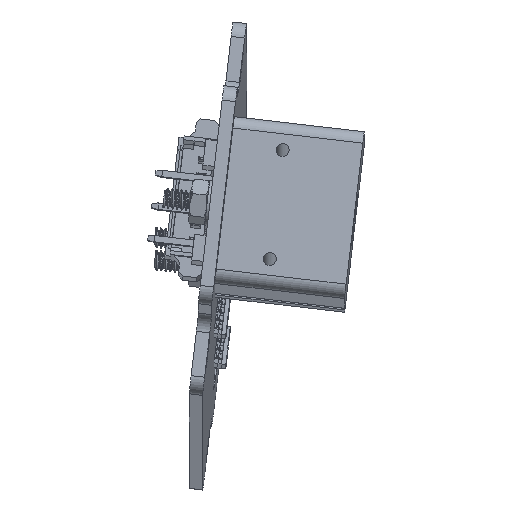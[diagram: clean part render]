
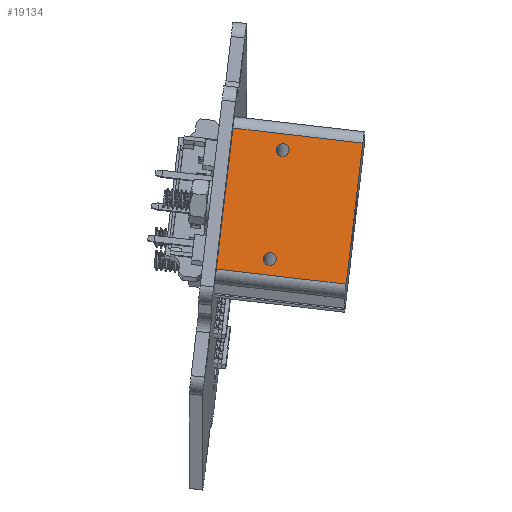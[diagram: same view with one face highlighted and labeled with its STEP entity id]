
A CAD part, left-side view. The second image highlights one B-rep face of the part: STEP entity #19134.
In plain terms, the highlighted face is planar.
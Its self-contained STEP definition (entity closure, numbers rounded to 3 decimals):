
#542=FACE_BOUND('',#2258,.T.);
#543=FACE_BOUND('',#2259,.T.);
#656=CIRCLE('',#20516,0.5);
#657=CIRCLE('',#20517,0.5);
#659=CIRCLE('',#20520,0.5);
#660=CIRCLE('',#20521,0.5);
#1179=FACE_OUTER_BOUND('',#2257,.T.);
#2257=EDGE_LOOP('',(#13211,#13212,#13213,#13214));
#2258=EDGE_LOOP('',(#13215,#13216));
#2259=EDGE_LOOP('',(#13217,#13218));
#3457=LINE('',#27508,#5813);
#3458=LINE('',#27515,#5814);
#3459=LINE('',#27518,#5815);
#3460=LINE('',#27519,#5816);
#5813=VECTOR('',#22379,10.);
#5814=VECTOR('',#22388,10.);
#5815=VECTOR('',#22391,10.);
#5816=VECTOR('',#22392,10.);
#8119=VERTEX_POINT('',#27418);
#8120=VERTEX_POINT('',#27419);
#8122=VERTEX_POINT('',#27426);
#8123=VERTEX_POINT('',#27427);
#8150=VERTEX_POINT('',#27505);
#8151=VERTEX_POINT('',#27507);
#8153=VERTEX_POINT('',#27513);
#8154=VERTEX_POINT('',#27517);
#10047=EDGE_CURVE('',#8119,#8120,#656,.T.);
#10048=EDGE_CURVE('',#8120,#8119,#657,.T.);
#10051=EDGE_CURVE('',#8122,#8123,#659,.T.);
#10052=EDGE_CURVE('',#8123,#8122,#660,.T.);
#10090=EDGE_CURVE('',#8151,#8150,#3457,.T.);
#10094=EDGE_CURVE('',#8151,#8153,#3458,.T.);
#10095=EDGE_CURVE('',#8154,#8150,#3459,.T.);
#10096=EDGE_CURVE('',#8153,#8154,#3460,.T.);
#13211=ORIENTED_EDGE('',*,*,#10094,.F.);
#13212=ORIENTED_EDGE('',*,*,#10090,.T.);
#13213=ORIENTED_EDGE('',*,*,#10095,.F.);
#13214=ORIENTED_EDGE('',*,*,#10096,.F.);
#13215=ORIENTED_EDGE('',*,*,#10047,.T.);
#13216=ORIENTED_EDGE('',*,*,#10048,.T.);
#13217=ORIENTED_EDGE('',*,*,#10051,.T.);
#13218=ORIENTED_EDGE('',*,*,#10052,.T.);
#18247=PLANE('',#20544);
#19134=ADVANCED_FACE('',(#1179,#542,#543),#18247,.T.);
#20516=AXIS2_PLACEMENT_3D('',#27420,#22298,#22299);
#20517=AXIS2_PLACEMENT_3D('',#27421,#22300,#22301);
#20520=AXIS2_PLACEMENT_3D('',#27428,#22307,#22308);
#20521=AXIS2_PLACEMENT_3D('',#27429,#22309,#22310);
#20544=AXIS2_PLACEMENT_3D('',#27516,#22389,#22390);
#22298=DIRECTION('center_axis',(0.,0.,-1.));
#22299=DIRECTION('ref_axis',(1.,0.,0.));
#22300=DIRECTION('center_axis',(0.,0.,-1.));
#22301=DIRECTION('ref_axis',(1.,0.,0.));
#22307=DIRECTION('center_axis',(0.,0.,-1.));
#22308=DIRECTION('ref_axis',(1.,0.,0.));
#22309=DIRECTION('center_axis',(0.,0.,-1.));
#22310=DIRECTION('ref_axis',(1.,0.,0.));
#22379=DIRECTION('',(1.,0.,0.));
#22388=DIRECTION('',(0.,1.,0.));
#22389=DIRECTION('center_axis',(0.,0.,1.));
#22390=DIRECTION('ref_axis',(1.,0.,0.));
#22391=DIRECTION('',(0.,-1.,0.));
#22392=DIRECTION('',(1.,0.,0.));
#27418=CARTESIAN_POINT('',(-10.25,4.,0.));
#27419=CARTESIAN_POINT('',(-11.25,4.,0.));
#27420=CARTESIAN_POINT('Origin',(-10.75,4.,0.));
#27421=CARTESIAN_POINT('Origin',(-10.75,4.,0.));
#27426=CARTESIAN_POINT('',(-1.75,4.,0.));
#27427=CARTESIAN_POINT('',(-2.75,4.,0.));
#27428=CARTESIAN_POINT('Origin',(-2.25,4.,0.));
#27429=CARTESIAN_POINT('Origin',(-2.25,4.,0.));
#27505=CARTESIAN_POINT('',(-1.,0.,0.));
#27507=CARTESIAN_POINT('',(-12.,0.,0.));
#27508=CARTESIAN_POINT('',(-13.,0.,0.));
#27513=CARTESIAN_POINT('',(-12.,10.06,0.));
#27515=CARTESIAN_POINT('',(-12.,0.,0.));
#27516=CARTESIAN_POINT('Origin',(-13.,0.,0.));
#27517=CARTESIAN_POINT('',(-1.,10.06,0.));
#27518=CARTESIAN_POINT('',(-1.,0.,0.));
#27519=CARTESIAN_POINT('',(-13.,10.06,0.));
